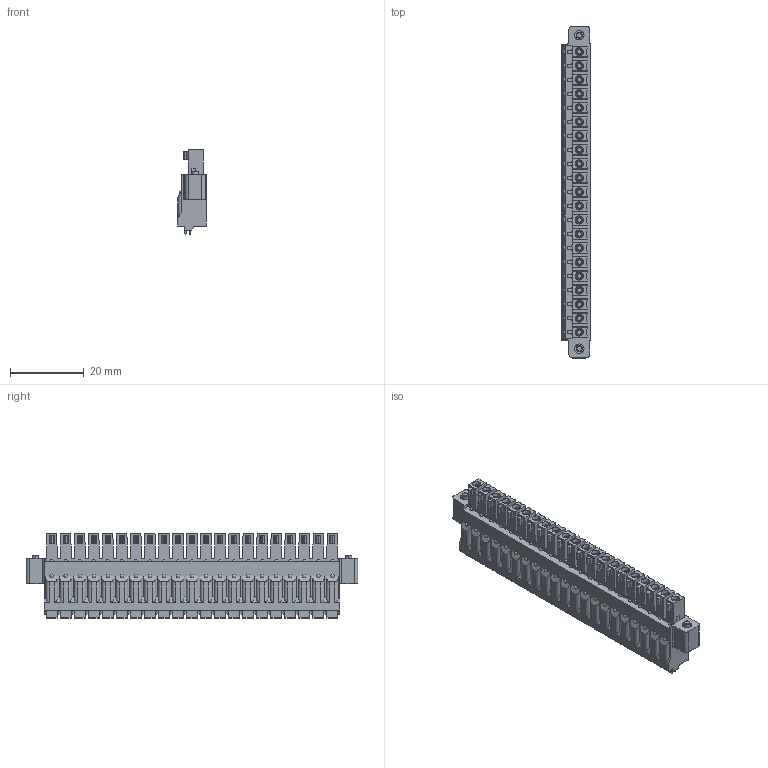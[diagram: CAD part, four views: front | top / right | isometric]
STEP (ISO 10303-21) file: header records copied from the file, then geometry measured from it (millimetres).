
FILE_DESCRIPTION((''),'2;1');
FILE_NAME('TLPSW-107-06P-X','2024-09-24T',('sheji'),(''),'PRO/ENGINEER BY PARAMETRIC TECHNOLOGY CORPORATION, 2015240','PRO/ENGINEER BY PARAMETRIC TECHNOLOGY CORPORATION, 2015240','');
FILE_SCHEMA(('CONFIG_CONTROL_DESIGN'));
Length unit declared in the file: millimetre
Products named in the file (1): TLPSW-107-06P-X
Bounding box: 7.75 x 90.2 x 22.9 mm (x, y, z)
Volume: 9909.5 mm3; surface area: 7705 mm2
Topology: 1 solids, 1 shells, 1416 faces, 3912 edges, 2570 vertices
Faces by surface type: plane 700, cylinder 498, cone 126, torus 50, sphere 42
Entity records: 46133 total; most frequent: CARTESIAN_POINT 9055, DIRECTION 7980, ORIENTED_EDGE 7740, EDGE_CURVE 3870, AXIS2_PLACEMENT_3D 2870, VERTEX_POINT 2570, VECTOR 2240, LINE 2240
